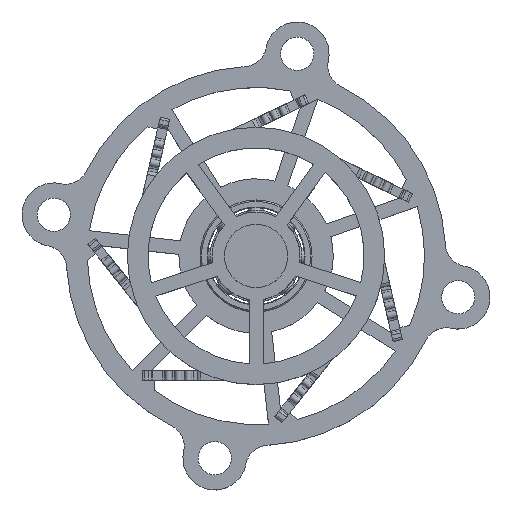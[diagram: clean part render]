
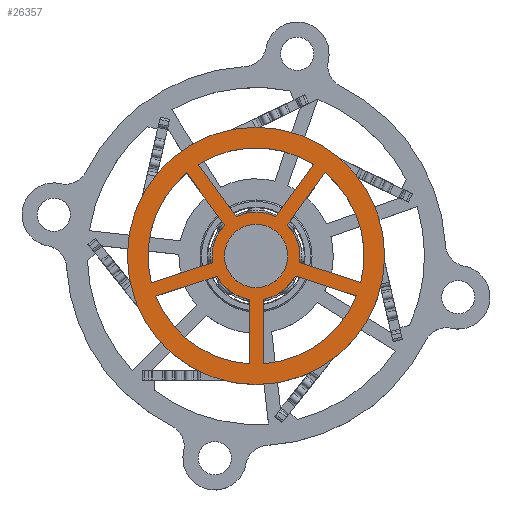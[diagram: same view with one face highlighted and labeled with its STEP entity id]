
A CAD part, top view. The second image highlights one B-rep face of the part: STEP entity #26357.
In plain terms, the highlighted planar face has unit normal (0, 0, 1).
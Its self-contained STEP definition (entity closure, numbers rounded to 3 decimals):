
#401=FACE_BOUND('',#5381,.T.);
#402=FACE_BOUND('',#5382,.T.);
#403=FACE_BOUND('',#5383,.T.);
#404=FACE_BOUND('',#5384,.T.);
#405=FACE_BOUND('',#5385,.T.);
#406=FACE_BOUND('',#5386,.T.);
#1827=CIRCLE('',#29246,10.45);
#1830=CIRCLE('',#29250,35.7);
#1832=CIRCLE('',#29254,14.5);
#1834=CIRCLE('',#29258,35.7);
#1836=CIRCLE('',#29262,14.5);
#1838=CIRCLE('',#29267,14.5);
#1840=CIRCLE('',#29271,35.7);
#1842=CIRCLE('',#29274,35.7);
#1844=CIRCLE('',#29278,14.5);
#1846=CIRCLE('',#29282,35.7);
#1848=CIRCLE('',#29286,14.5);
#1849=CIRCLE('',#29289,42.5);
#3866=FACE_OUTER_BOUND('',#5380,.T.);
#5380=EDGE_LOOP('',(#24282));
#5381=EDGE_LOOP('',(#24283,#24284,#24285,#24286));
#5382=EDGE_LOOP('',(#24287,#24288,#24289,#24290));
#5383=EDGE_LOOP('',(#24291,#24292,#24293,#24294));
#5384=EDGE_LOOP('',(#24295,#24296,#24297,#24298));
#5385=EDGE_LOOP('',(#24299,#24300,#24301,#24302));
#5386=EDGE_LOOP('',(#24303));
#7703=LINE('',#45742,#10049);
#7706=LINE('',#45751,#10052);
#7711=LINE('',#45766,#10057);
#7714=LINE('',#45775,#10060);
#7717=LINE('',#45783,#10063);
#7722=LINE('',#45796,#10068);
#7727=LINE('',#45814,#10073);
#7730=LINE('',#45823,#10076);
#7735=LINE('',#45838,#10081);
#7738=LINE('',#45847,#10084);
#10049=VECTOR('',#37147,10.);
#10052=VECTOR('',#37158,10.);
#10057=VECTOR('',#37171,10.);
#10060=VECTOR('',#37182,10.);
#10063=VECTOR('',#37187,10.);
#10068=VECTOR('',#37200,10.);
#10073=VECTOR('',#37219,10.);
#10076=VECTOR('',#37230,10.);
#10081=VECTOR('',#37243,10.);
#10084=VECTOR('',#37254,10.);
#12642=VERTEX_POINT('',#45723);
#12646=VERTEX_POINT('',#45732);
#12647=VERTEX_POINT('',#45734);
#12649=VERTEX_POINT('',#45740);
#12651=VERTEX_POINT('',#45746);
#12654=VERTEX_POINT('',#45756);
#12655=VERTEX_POINT('',#45758);
#12657=VERTEX_POINT('',#45764);
#12659=VERTEX_POINT('',#45770);
#12662=VERTEX_POINT('',#45780);
#12663=VERTEX_POINT('',#45782);
#12665=VERTEX_POINT('',#45788);
#12667=VERTEX_POINT('',#45794);
#12670=VERTEX_POINT('',#45804);
#12671=VERTEX_POINT('',#45806);
#12673=VERTEX_POINT('',#45812);
#12675=VERTEX_POINT('',#45818);
#12678=VERTEX_POINT('',#45828);
#12679=VERTEX_POINT('',#45830);
#12681=VERTEX_POINT('',#45836);
#12683=VERTEX_POINT('',#45842);
#12684=VERTEX_POINT('',#45849);
#16500=EDGE_CURVE('',#12642,#12642,#1827,.T.);
#16505=EDGE_CURVE('',#12646,#12647,#1830,.T.);
#16509=EDGE_CURVE('',#12649,#12646,#7703,.T.);
#16512=EDGE_CURVE('',#12651,#12649,#1832,.T.);
#16514=EDGE_CURVE('',#12647,#12651,#7706,.T.);
#16517=EDGE_CURVE('',#12654,#12655,#1834,.T.);
#16521=EDGE_CURVE('',#12657,#12654,#7711,.T.);
#16524=EDGE_CURVE('',#12659,#12657,#1836,.T.);
#16526=EDGE_CURVE('',#12655,#12659,#7714,.T.);
#16529=EDGE_CURVE('',#12662,#12663,#7717,.T.);
#16533=EDGE_CURVE('',#12665,#12662,#1838,.T.);
#16536=EDGE_CURVE('',#12667,#12665,#7722,.T.);
#16538=EDGE_CURVE('',#12663,#12667,#1840,.T.);
#16541=EDGE_CURVE('',#12670,#12671,#1842,.T.);
#16545=EDGE_CURVE('',#12673,#12670,#7727,.T.);
#16548=EDGE_CURVE('',#12675,#12673,#1844,.T.);
#16550=EDGE_CURVE('',#12671,#12675,#7730,.T.);
#16553=EDGE_CURVE('',#12678,#12679,#1846,.T.);
#16557=EDGE_CURVE('',#12681,#12678,#7735,.T.);
#16560=EDGE_CURVE('',#12683,#12681,#1848,.T.);
#16562=EDGE_CURVE('',#12679,#12683,#7738,.T.);
#16563=EDGE_CURVE('',#12684,#12684,#1849,.T.);
#24282=ORIENTED_EDGE('',*,*,#16563,.F.);
#24283=ORIENTED_EDGE('',*,*,#16562,.F.);
#24284=ORIENTED_EDGE('',*,*,#16553,.F.);
#24285=ORIENTED_EDGE('',*,*,#16557,.F.);
#24286=ORIENTED_EDGE('',*,*,#16560,.F.);
#24287=ORIENTED_EDGE('',*,*,#16550,.F.);
#24288=ORIENTED_EDGE('',*,*,#16541,.F.);
#24289=ORIENTED_EDGE('',*,*,#16545,.F.);
#24290=ORIENTED_EDGE('',*,*,#16548,.F.);
#24291=ORIENTED_EDGE('',*,*,#16538,.F.);
#24292=ORIENTED_EDGE('',*,*,#16529,.F.);
#24293=ORIENTED_EDGE('',*,*,#16533,.F.);
#24294=ORIENTED_EDGE('',*,*,#16536,.F.);
#24295=ORIENTED_EDGE('',*,*,#16526,.F.);
#24296=ORIENTED_EDGE('',*,*,#16517,.F.);
#24297=ORIENTED_EDGE('',*,*,#16521,.F.);
#24298=ORIENTED_EDGE('',*,*,#16524,.F.);
#24299=ORIENTED_EDGE('',*,*,#16514,.F.);
#24300=ORIENTED_EDGE('',*,*,#16505,.F.);
#24301=ORIENTED_EDGE('',*,*,#16509,.F.);
#24302=ORIENTED_EDGE('',*,*,#16512,.F.);
#24303=ORIENTED_EDGE('',*,*,#16500,.F.);
#24995=PLANE('',#29291);
#26357=ADVANCED_FACE('',(#3866,#401,#402,#403,#404,#405,#406),#24995,.F.);
#29246=AXIS2_PLACEMENT_3D('',#45724,#37130,#37131);
#29250=AXIS2_PLACEMENT_3D('',#45735,#37140,#37141);
#29254=AXIS2_PLACEMENT_3D('',#45748,#37153,#37154);
#29258=AXIS2_PLACEMENT_3D('',#45759,#37164,#37165);
#29262=AXIS2_PLACEMENT_3D('',#45772,#37177,#37178);
#29267=AXIS2_PLACEMENT_3D('',#45790,#37194,#37195);
#29271=AXIS2_PLACEMENT_3D('',#45799,#37205,#37206);
#29274=AXIS2_PLACEMENT_3D('',#45807,#37212,#37213);
#29278=AXIS2_PLACEMENT_3D('',#45820,#37225,#37226);
#29282=AXIS2_PLACEMENT_3D('',#45831,#37236,#37237);
#29286=AXIS2_PLACEMENT_3D('',#45844,#37249,#37250);
#29289=AXIS2_PLACEMENT_3D('',#45850,#37257,#37258);
#29291=AXIS2_PLACEMENT_3D('',#45854,#37262,#37263);
#37130=DIRECTION('center_axis',(0.,0.,1.));
#37131=DIRECTION('ref_axis',(-1.,0.,0.));
#37140=DIRECTION('center_axis',(0.,0.,1.));
#37141=DIRECTION('ref_axis',(-1.,0.,0.));
#37147=DIRECTION('',(0.588,0.809,0.));
#37153=DIRECTION('center_axis',(0.,0.,-1.));
#37154=DIRECTION('ref_axis',(-1.,0.,0.));
#37158=DIRECTION('',(0.588,-0.809,0.));
#37164=DIRECTION('center_axis',(0.,0.,1.));
#37165=DIRECTION('ref_axis',(-1.,0.,0.));
#37171=DIRECTION('',(-0.588,0.809,0.));
#37177=DIRECTION('center_axis',(0.,0.,-1.));
#37178=DIRECTION('ref_axis',(-1.,0.,0.));
#37182=DIRECTION('',(0.951,0.309,0.));
#37187=DIRECTION('',(0.,-1.,0.));
#37194=DIRECTION('center_axis',(0.,0.,-1.));
#37195=DIRECTION('ref_axis',(-1.,0.,0.));
#37200=DIRECTION('',(-0.951,0.309,0.));
#37205=DIRECTION('center_axis',(0.,0.,1.));
#37206=DIRECTION('ref_axis',(-1.,0.,0.));
#37212=DIRECTION('center_axis',(0.,0.,1.));
#37213=DIRECTION('ref_axis',(-1.,0.,0.));
#37219=DIRECTION('',(-0.951,-0.309,0.));
#37225=DIRECTION('center_axis',(0.,0.,-1.));
#37226=DIRECTION('ref_axis',(-1.,0.,0.));
#37230=DIRECTION('',(0.,1.,0.));
#37236=DIRECTION('center_axis',(0.,0.,1.));
#37237=DIRECTION('ref_axis',(-1.,0.,0.));
#37243=DIRECTION('',(0.951,-0.309,0.));
#37249=DIRECTION('center_axis',(0.,0.,-1.));
#37250=DIRECTION('ref_axis',(-1.,0.,0.));
#37254=DIRECTION('',(-0.588,-0.809,0.));
#37257=DIRECTION('center_axis',(0.,0.,-1.));
#37258=DIRECTION('ref_axis',(-1.,0.,0.));
#37262=DIRECTION('center_axis',(0.,0.,-1.));
#37263=DIRECTION('ref_axis',(-1.,0.,0.));
#45723=CARTESIAN_POINT('',(36.114,40.986,13.));
#45724=CARTESIAN_POINT('Origin',(25.664,40.986,13.));
#45732=CARTESIAN_POINT('',(44.676,71.208,13.));
#45734=CARTESIAN_POINT('',(6.579,71.179,13.));
#45735=CARTESIAN_POINT('Origin',(25.65,41.,13.));
#45740=CARTESIAN_POINT('',(32.143,53.958,13.));
#45742=CARTESIAN_POINT('',(45.647,72.544,13.));
#45746=CARTESIAN_POINT('',(19.116,53.924,13.));
#45748=CARTESIAN_POINT('Origin',(25.664,40.986,13.));
#45751=CARTESIAN_POINT('',(20.082,52.595,13.));
#45756=CARTESIAN_POINT('',(2.788,68.419,13.));
#45758=CARTESIAN_POINT('',(-8.94,32.169,13.));
#45759=CARTESIAN_POINT('Origin',(25.65,41.,13.));
#45764=CARTESIAN_POINT('',(15.329,51.157,13.));
#45766=CARTESIAN_POINT('',(1.825,69.743,13.));
#45770=CARTESIAN_POINT('',(11.336,38.757,13.));
#45772=CARTESIAN_POINT('Origin',(25.664,40.986,13.));
#45775=CARTESIAN_POINT('',(12.898,39.265,13.));
#45780=CARTESIAN_POINT('',(28.046,26.683,13.));
#45782=CARTESIAN_POINT('',(28.046,5.381,13.));
#45783=CARTESIAN_POINT('',(28.046,3.709,13.));
#45788=CARTESIAN_POINT('',(38.565,34.368,13.));
#45790=CARTESIAN_POINT('Origin',(25.664,40.986,13.));
#45794=CARTESIAN_POINT('',(58.815,27.788,13.));
#45796=CARTESIAN_POINT('',(37.003,34.876,13.));
#45799=CARTESIAN_POINT('Origin',(25.65,41.,13.));
#45804=CARTESIAN_POINT('',(-7.484,27.711,13.));
#45806=CARTESIAN_POINT('',(23.356,5.374,13.));
#45807=CARTESIAN_POINT('Origin',(25.65,41.,13.));
#45812=CARTESIAN_POINT('',(12.797,34.3,13.));
#45814=CARTESIAN_POINT('',(-9.052,27.201,13.));
#45818=CARTESIAN_POINT('',(23.356,26.671,13.));
#45820=CARTESIAN_POINT('Origin',(25.664,40.986,13.));
#45823=CARTESIAN_POINT('',(23.356,28.313,13.));
#45828=CARTESIAN_POINT('',(60.261,32.25,13.));
#45830=CARTESIAN_POINT('',(48.472,68.453,13.));
#45831=CARTESIAN_POINT('Origin',(25.65,41.,13.));
#45836=CARTESIAN_POINT('',(40.003,38.832,13.));
#45838=CARTESIAN_POINT('',(61.852,31.733,13.));
#45842=CARTESIAN_POINT('',(35.945,51.211,13.));
#45844=CARTESIAN_POINT('Origin',(25.664,40.986,13.));
#45847=CARTESIAN_POINT('',(34.979,49.882,13.));
#45849=CARTESIAN_POINT('',(68.15,41.,13.));
#45850=CARTESIAN_POINT('Origin',(25.65,41.,13.));
#45854=CARTESIAN_POINT('Origin',(25.65,41.,13.));
